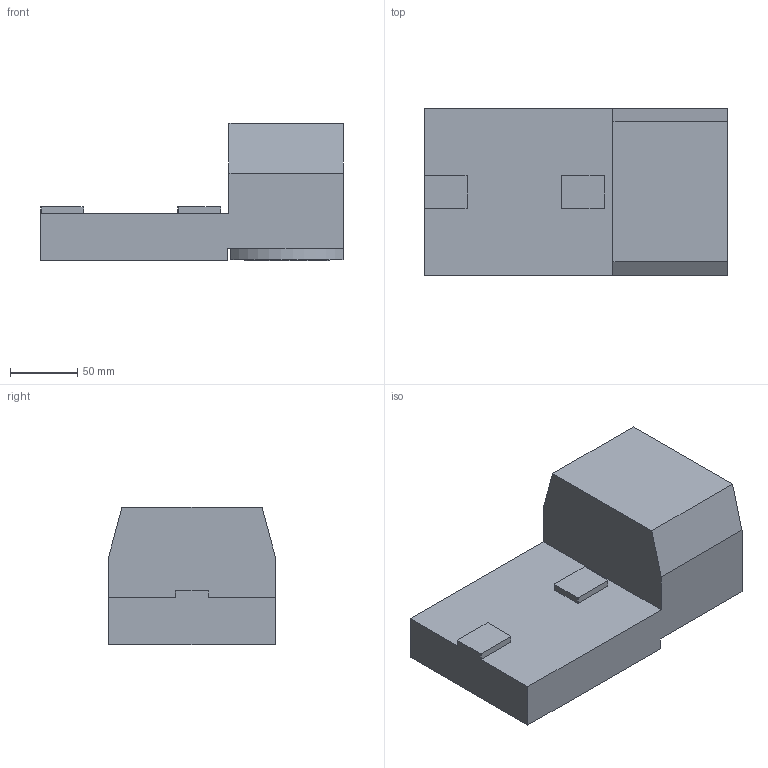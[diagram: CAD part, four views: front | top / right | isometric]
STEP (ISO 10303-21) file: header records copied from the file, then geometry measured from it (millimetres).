
FILE_DESCRIPTION(/* description */ (''),/* implementation_level */ '2;1');
FILE_NAME(/* name */ '1525411008695.stp',/* time_stamp */ '2018-05-04T10:47:08+05:00',/* author */ (''),/* organization */ ('SMS'),/* preprocessor_version */ 'ST-DEVELOPER v15',/* originating_system */ 'SIEMENS PLM Software NX 8.5',/* authorisation */ '');
FILE_SCHEMA (('AUTOMOTIVE_DESIGN { 1 0 10303 214 3 1 1 1 }'));
Length unit declared in the file: millimetre
Products named in the file (1): 201598300mod000_00
Bounding box: 225 x 124 x 102 mm (x, y, z)
Volume: 1574717.7 mm3; surface area: 113553.5 mm2
Topology: 1 solids, 1 shells, 47 faces, 119 edges, 83 vertices
Faces by surface type: plane 36, cone 6, cylinder 5
Full cylindrical faces by diameter (mm): 4 x1, 48.5 x1, 63.015 x1
Entity records: 1501 total; most frequent: CARTESIAN_POINT 303, DIRECTION 236, ORIENTED_EDGE 228, EDGE_CURVE 114, LINE 92, VECTOR 92, VERTEX_POINT 78, AXIS2_PLACEMENT_3D 72
